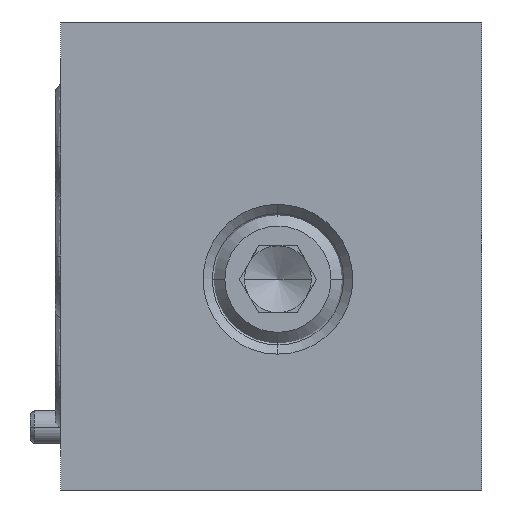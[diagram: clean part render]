
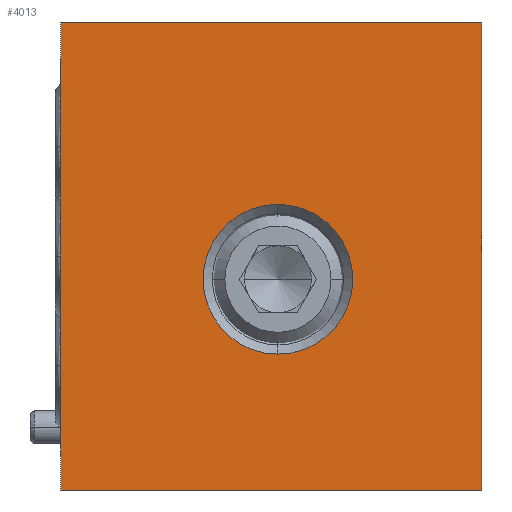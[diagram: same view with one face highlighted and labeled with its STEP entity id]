
A CAD part, left-side view. The second image highlights one B-rep face of the part: STEP entity #4013.
In plain terms, the highlighted planar face has unit normal (-1, 0, 0).
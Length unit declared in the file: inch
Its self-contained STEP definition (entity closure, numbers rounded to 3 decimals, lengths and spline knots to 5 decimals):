
#9=DIRECTION('',(0.,-1.,0.));
#10=VECTOR('',#9,1.575);
#11=CARTESIAN_POINT('',(0.,0.,0.));
#12=LINE('',#11,#10);
#950=DIRECTION('',(0.,0.,1.));
#951=VECTOR('',#950,1.75);
#952=CARTESIAN_POINT('',(0.,0.,0.));
#953=LINE('',#952,#951);
#954=CARTESIAN_POINT('',(0.,-0.812,0.788));
#955=DIRECTION('',(1.,0.,0.));
#956=DIRECTION('',(0.,0.,-1.));
#957=AXIS2_PLACEMENT_3D('',#954,#955,#956);
#959=CARTESIAN_POINT('',(0.,-0.812,0.788));
#960=DIRECTION('',(1.,0.,0.));
#961=DIRECTION('',(0.,0.,1.));
#962=AXIS2_PLACEMENT_3D('',#959,#960,#961);
#1066=DIRECTION('',(0.,-1.,0.));
#1067=VECTOR('',#1066,1.575);
#1068=CARTESIAN_POINT('',(0.,0.,1.75));
#1069=LINE('',#1068,#1067);
#1464=DIRECTION('',(0.,0.,1.));
#1465=VECTOR('',#1464,1.75);
#1466=CARTESIAN_POINT('',(0.,-1.575,0.));
#1467=LINE('',#1466,#1465);
#3034=CARTESIAN_POINT('',(0.,0.,0.));
#3035=CARTESIAN_POINT('',(0.,-1.575,0.));
#3036=VERTEX_POINT('',#3034);
#3037=VERTEX_POINT('',#3035);
#3038=CARTESIAN_POINT('',(0.,0.,1.75));
#3039=CARTESIAN_POINT('',(0.,-1.575,1.75));
#3040=VERTEX_POINT('',#3038);
#3041=VERTEX_POINT('',#3039);
#3050=CARTESIAN_POINT('',(0.,-0.812,1.068));
#3051=VERTEX_POINT('',#3050);
#3052=CARTESIAN_POINT('',(0.,-0.812,0.508));
#3053=VERTEX_POINT('',#3052);
#3995=CARTESIAN_POINT('',(0.,0.,0.));
#3996=DIRECTION('',(-1.,0.,0.));
#3997=DIRECTION('',(0.,-1.,0.));
#3998=AXIS2_PLACEMENT_3D('',#3995,#3996,#3997);
#3999=PLANE('',#3998);
#4000=ORIENTED_EDGE('',*,*,#3384,.F.);
#4002=ORIENTED_EDGE('',*,*,#4001,.T.);
#4004=ORIENTED_EDGE('',*,*,#4003,.T.);
#4006=ORIENTED_EDGE('',*,*,#4005,.F.);
#4007=EDGE_LOOP('',(#4000,#4002,#4004,#4006));
#4008=FACE_OUTER_BOUND('',#4007,.F.);
#4009=ORIENTED_EDGE('',*,*,#3990,.F.);
#4010=ORIENTED_EDGE('',*,*,#3974,.F.);
#4011=EDGE_LOOP('',(#4009,#4010));
#4012=FACE_BOUND('',#4011,.F.);
#4013=ADVANCED_FACE('',(#4008,#4012),#3999,.T.);
#958=CIRCLE('',#957,0.28);
#963=CIRCLE('',#962,0.28);
#3384=EDGE_CURVE('',#3036,#3037,#12,.T.);
#3974=EDGE_CURVE('',#3051,#3053,#963,.T.);
#3990=EDGE_CURVE('',#3053,#3051,#958,.T.);
#4001=EDGE_CURVE('',#3036,#3040,#953,.T.);
#4003=EDGE_CURVE('',#3040,#3041,#1069,.T.);
#4005=EDGE_CURVE('',#3037,#3041,#1467,.T.);
